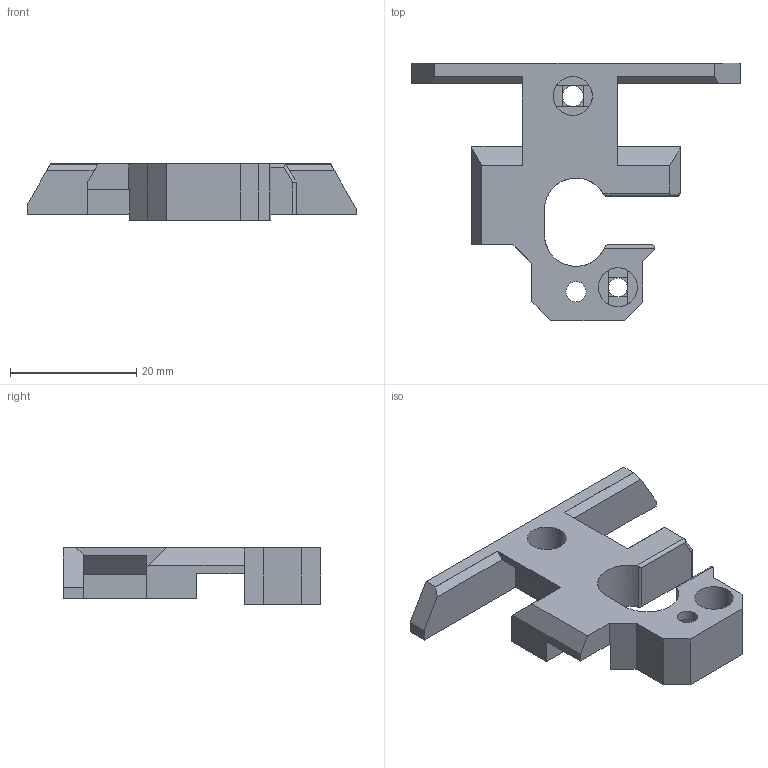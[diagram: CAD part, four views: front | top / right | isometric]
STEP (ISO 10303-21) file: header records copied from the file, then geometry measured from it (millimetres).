
FILE_DESCRIPTION(/* description */ ('STEP AP242','CAx-IF Rec.Pracs.---Representation and Presentation of Product Manufacturing Information (PMI)---4.0---2014-10-13','CAx-IF Rec.Pracs.---3D Tessellated Geometry---0.4---2014-09-14','2;1'),/* implementation_level */ '2;1');
FILE_NAME(/* name */ '62c98d4f80b2d137eba6a53b',/* time_stamp */ '2022-07-09T14:14:40+00:00',/* author */ (''),/* organization */ (''),/* preprocessor_version */ 'ST-DEVELOPER v18.102',/* originating_system */ ' ',/* authorisation */ ' ');
FILE_SCHEMA (('AP242_MANAGED_MODEL_BASED_3D_ENGINEERING_MIM_LF { 1 0 10303 442 1 1 4 }'));
Length unit declared in the file: metre
Products named in the file (1): x-carriage-back
Bounding box: 52 x 40.76 x 8.9 mm (x, y, z)
Volume: 5182 mm3; surface area: 4581.5 mm2
Topology: 1 solids, 2 shells, 109 faces, 295 edges, 194 vertices
Faces by surface type: plane 95, cylinder 14
Full cylindrical faces by diameter (mm): 3 x1, 3.2 x1, 3.3 x1, 6.2 x2
Entity records: 3371 total; most frequent: CARTESIAN_POINT 596, ORIENTED_EDGE 576, DIRECTION 541, EDGE_CURVE 288, LINE 251, VECTOR 251, VERTEX_POINT 192, AXIS2_PLACEMENT_3D 145
